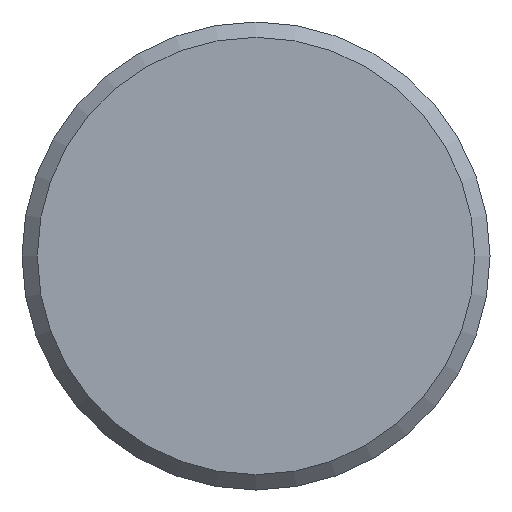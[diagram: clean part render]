
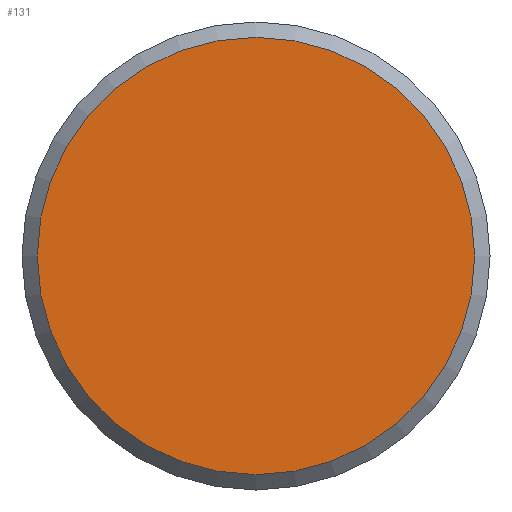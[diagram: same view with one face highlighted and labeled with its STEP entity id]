
A CAD part, front view. The second image highlights one B-rep face of the part: STEP entity #131.
In plain terms, the highlighted planar face has unit normal (0, -1, 0).
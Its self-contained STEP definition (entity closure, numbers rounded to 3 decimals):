
#16=PLANE('',#159);
#23=FACE_OUTER_BOUND('',#32,.T.);
#32=EDGE_LOOP('',(#102));
#52=CIRCLE('',#153,2.85);
#63=VERTEX_POINT('',#222);
#74=EDGE_CURVE('',#63,#63,#52,.T.);
#102=ORIENTED_EDGE('',*,*,#74,.F.);
#131=ADVANCED_FACE('',(#23),#16,.T.);
#153=AXIS2_PLACEMENT_3D('',#223,#176,#177);
#159=AXIS2_PLACEMENT_3D('',#235,#190,#191);
#176=DIRECTION('center_axis',(0.,1.,0.));
#177=DIRECTION('ref_axis',(-1.,0.,0.));
#190=DIRECTION('center_axis',(0.,-1.,0.));
#191=DIRECTION('ref_axis',(0.,0.,-1.));
#222=CARTESIAN_POINT('',(2.85,5.,0.));
#223=CARTESIAN_POINT('Origin',(0.,5.,0.));
#235=CARTESIAN_POINT('Origin',(0.,5.,0.));
